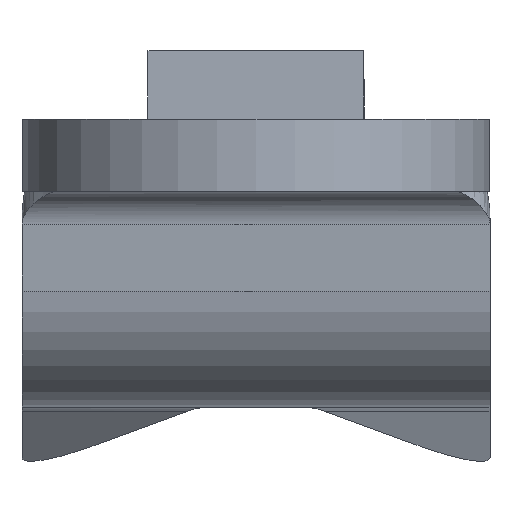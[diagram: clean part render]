
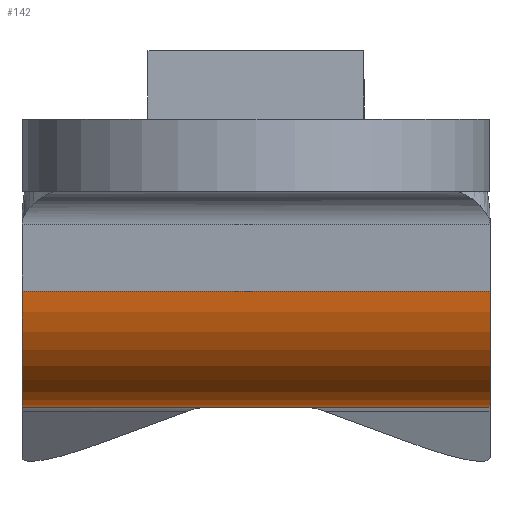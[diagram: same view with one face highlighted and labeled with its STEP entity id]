
A CAD part, left-side view. The second image highlights one B-rep face of the part: STEP entity #142.
In plain terms, the highlighted cylindrical face has radius 3.5 mm (diameter 7 mm), a partial arc.
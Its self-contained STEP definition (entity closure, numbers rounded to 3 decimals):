
#142=ADVANCED_FACE('',(#289),#290,.T.);
#289=FACE_OUTER_BOUND('',#485,.T.);
#290=CYLINDRICAL_SURFACE('',#486,3.5);
#485=EDGE_LOOP('',(#804,#805,#806,#807));
#486=AXIS2_PLACEMENT_3D('',#808,#809,#810);
#804=ORIENTED_EDGE('',*,*,#1009,.T.);
#805=ORIENTED_EDGE('',*,*,#1038,.F.);
#806=ORIENTED_EDGE('',*,*,#1054,.T.);
#807=ORIENTED_EDGE('',*,*,#993,.F.);
#808=CARTESIAN_POINT('',(12.867,23.042,-2.5));
#809=DIRECTION('',(0.0,-1.0,0.0));
#810=DIRECTION('',(0.0,0.0,-1.0));
#993=EDGE_CURVE('',#1175,#1177,#1178,.T.);
#1009=EDGE_CURVE('',#1175,#1202,#1204,.T.);
#1038=EDGE_CURVE('',#1248,#1202,#1250,.F.);
#1054=EDGE_CURVE('',#1248,#1177,#1269,.F.);
#1175=VERTEX_POINT('',#1499);
#1177=VERTEX_POINT('',#1502);
#1178=LINE('',#1503,#1504);
#1202=VERTEX_POINT('',#1537);
#1204=CIRCLE('',#1540,3.5);
#1248=VERTEX_POINT('',#1596);
#1250=LINE('',#1599,#1600);
#1269=CIRCLE('',#1626,3.5);
#1499=CARTESIAN_POINT('',(9.378,6.5,-2.78));
#1502=CARTESIAN_POINT('',(9.378,-6.5,-2.78));
#1503=CARTESIAN_POINT('',(9.378,23.042,-2.78));
#1504=VECTOR('',#1714,1.0);
#1537=CARTESIAN_POINT('',(12.867,6.5,-6.));
#1540=AXIS2_PLACEMENT_3D('',#1734,#1735,#1736);
#1596=CARTESIAN_POINT('',(12.867,-6.5,-6.));
#1599=CARTESIAN_POINT('',(12.867,23.042,-6.));
#1600=VECTOR('',#1774,1.0);
#1626=AXIS2_PLACEMENT_3D('',#1791,#1792,#1793);
#1714=DIRECTION('',(0.0,-1.0,0.0));
#1734=CARTESIAN_POINT('',(12.867,6.5,-2.5));
#1735=DIRECTION('',(0.0,-1.0,0.0));
#1736=DIRECTION('',(0.0,0.0,-1.0));
#1774=DIRECTION('',(0.0,-1.0,0.0));
#1791=CARTESIAN_POINT('',(12.867,-6.5,-2.5));
#1792=DIRECTION('',(0.0,-1.0,0.0));
#1793=DIRECTION('',(0.0,0.0,-1.0));
